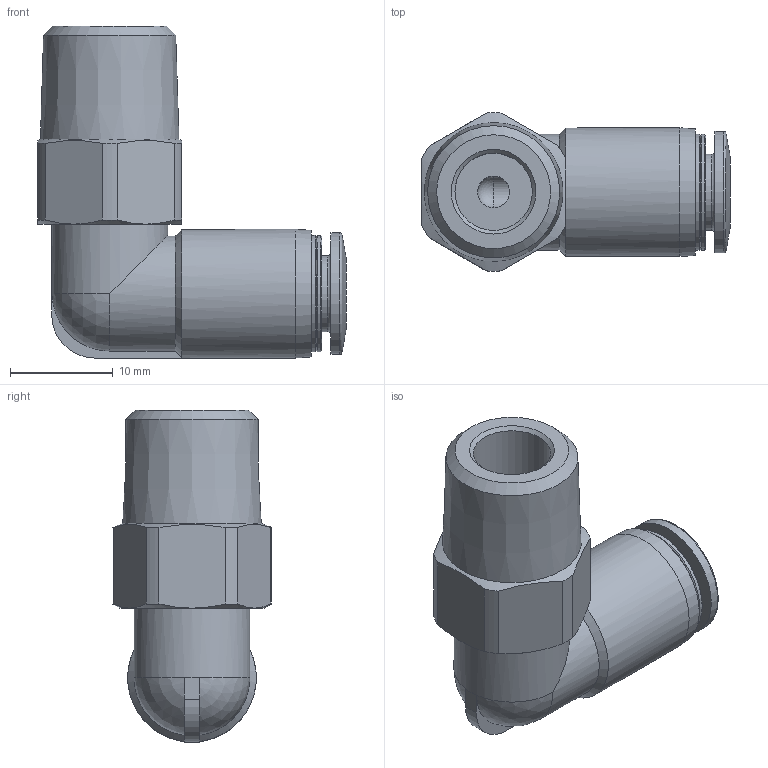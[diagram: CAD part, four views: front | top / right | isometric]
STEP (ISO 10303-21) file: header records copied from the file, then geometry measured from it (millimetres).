
FILE_DESCRIPTION(/* description */ ('STEP AP214'),/* implementation_level */ '2;1');
FILE_NAME(/* name */ '153412_QSRL-1_4-6',/* time_stamp */ '2024-09-14T15:31:18+02:00',/* author */ ('License CC BY-ND 4.0'),/* organization */ ('CADENAS'),/* preprocessor_version */ 'ST-DEVELOPER v19.3',/* originating_system */ 'PARTsolutions',/* authorisation */ ' ');
FILE_SCHEMA (('AUTOMOTIVE_DESIGN {1 0 10303 214 3 1 1}'));
Length unit declared in the file: millimetre
Products named in the file (1): 153412 QSRL-1/4-6
Bounding box: 30 x 15.39 x 32.25 mm (x, y, z)
Volume: 4819.9 mm3; surface area: 3149.1 mm2
Topology: 1 solids, 1 shells, 61 faces, 138 edges, 83 vertices
Faces by surface type: plane 21, cylinder 18, cone 16, sphere 3, torus 3
Full cylindrical faces by diameter (mm): 3.1 x2, 6 x1, 7.4 x1, 7.518 x1, 11.25 x1, 11.3 x2, 11.8 x1, 12.5 x1
Entity records: 2020 total; most frequent: CARTESIAN_POINT 316, DIRECTION 276, ORIENTED_EDGE 220, AXIS2_PLACEMENT_3D 124, EDGE_CURVE 110, EDGE_LOOP 90, FACE_BOUND 90, VERTEX_POINT 78
